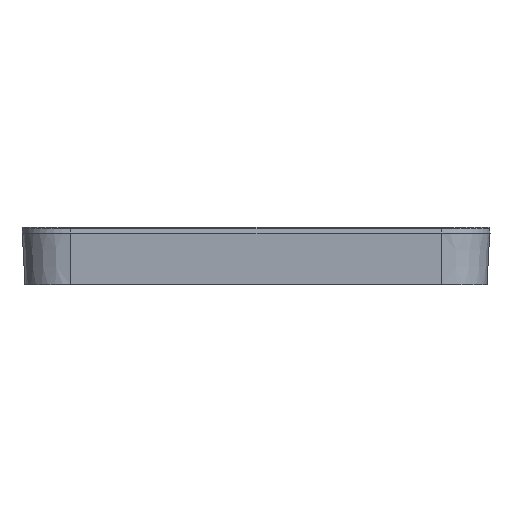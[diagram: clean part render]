
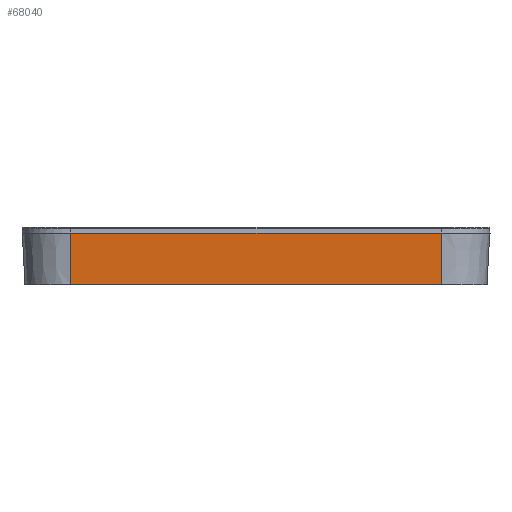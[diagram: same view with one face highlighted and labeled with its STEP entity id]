
A CAD part, left-side view. The second image highlights one B-rep face of the part: STEP entity #68040.
In plain terms, the highlighted face is planar.
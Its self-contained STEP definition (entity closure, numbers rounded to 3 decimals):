
#396=DIRECTION('',(0.,0.,-1.));
#397=VECTOR('',#396,64.5);
#398=CARTESIAN_POINT('',(-40.228,0.,32.25));
#399=LINE('4092',#398,#397);
#403=DIRECTION('',(-0.052,0.999,0.));
#404=VECTOR('',#403,9.012);
#405=CARTESIAN_POINT('',(-40.228,0.,32.25));
#406=LINE('4100',#405,#404);
#418=DIRECTION('',(-0.052,0.999,0.));
#419=VECTOR('',#418,9.012);
#420=CARTESIAN_POINT('',(-40.228,0.,-32.25));
#421=LINE('4101',#420,#419);
#470=DIRECTION('',(0.,0.,-1.));
#471=VECTOR('',#470,64.5);
#472=CARTESIAN_POINT('',(-40.7,9.,32.25));
#473=LINE('4076',#472,#471);
#60822=CARTESIAN_POINT('',(-40.7,9.,32.25));
#60823=VERTEX_POINT('',#60822);
#60824=CARTESIAN_POINT('',(-40.7,9.,-32.25));
#60825=VERTEX_POINT('',#60824);
#60854=CARTESIAN_POINT('',(-40.228,0.,32.25));
#60855=VERTEX_POINT('',#60854);
#60856=CARTESIAN_POINT('',(-40.228,0.,-32.25));
#60857=VERTEX_POINT('',#60856);
#68027=CARTESIAN_POINT('',(-40.7,9.,32.25));
#68028=DIRECTION('',(0.999,0.052,0.));
#68029=DIRECTION('',(0.,0.,-1.));
#68030=AXIS2_PLACEMENT_3D('',#68027,#68028,#68029);
#68031=PLANE('4060',#68030);
#68032=ORIENTED_EDGE('4092',*,*,#67909,.T.);
#68034=ORIENTED_EDGE('4101',*,*,#68033,.T.);
#68036=ORIENTED_EDGE('4076',*,*,#68035,.F.);
#68037=ORIENTED_EDGE('4100',*,*,#68019,.F.);
#68038=EDGE_LOOP('4060',(#68032,#68034,#68036,#68037));
#68039=FACE_OUTER_BOUND('4060',#68038,.F.);
#68040=ADVANCED_FACE('4060',(#68039),#68031,.F.);
#67909=EDGE_CURVE('4092',#60855,#60857,#399,.T.);
#68019=EDGE_CURVE('4100',#60855,#60823,#406,.T.);
#68033=EDGE_CURVE('4101',#60857,#60825,#421,.T.);
#68035=EDGE_CURVE('4076',#60823,#60825,#473,.T.);
